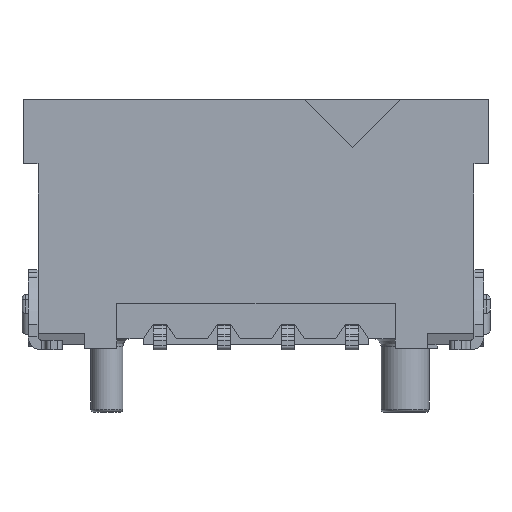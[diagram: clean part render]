
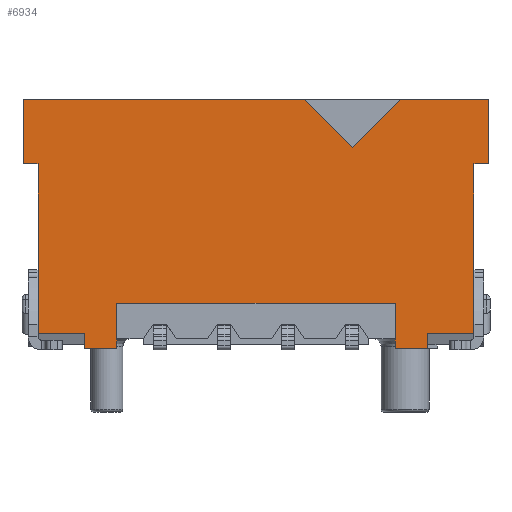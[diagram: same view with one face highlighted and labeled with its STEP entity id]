
A CAD part, front view. The second image highlights one B-rep face of the part: STEP entity #6934.
In plain terms, the highlighted planar face has unit normal (0, -1, 0).
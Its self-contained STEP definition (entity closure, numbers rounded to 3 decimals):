
#1095=CARTESIAN_POINT('',(0.,-4.125,6.25));
#1096=VERTEX_POINT('',#1095);
#1097=CARTESIAN_POINT('',(1.5,-4.125,7.75));
#1098=VERTEX_POINT('',#1097);
#1099=CARTESIAN_POINT('',(0.,-4.125,6.25));
#1100=DIRECTION('',(0.707,0.,0.707));
#1101=VECTOR('',#1100,2.121);
#1102=LINE('',#1099,#1101);
#1103=EDGE_CURVE('',#1096,#1098,#1102,.T.);
#1135=CARTESIAN_POINT('',(-1.5,-4.125,7.75));
#1136=VERTEX_POINT('',#1135);
#1137=CARTESIAN_POINT('',(-1.5,-4.125,7.75));
#1138=DIRECTION('',(0.707,0.,-0.707));
#1139=VECTOR('',#1138,2.121);
#1140=LINE('',#1137,#1139);
#1141=EDGE_CURVE('',#1136,#1096,#1140,.T.);
#3539=CARTESIAN_POINT('',(4.25,-4.125,7.75));
#3540=VERTEX_POINT('',#3539);
#3547=CARTESIAN_POINT('',(4.25,-4.125,5.75));
#3548=VERTEX_POINT('',#3547);
#3549=CARTESIAN_POINT('',(4.25,-4.125,7.75));
#3550=DIRECTION('',(0.,0.,-1.));
#3551=VECTOR('',#3550,2.);
#3552=LINE('',#3549,#3551);
#3553=EDGE_CURVE('',#3540,#3548,#3552,.T.);
#3600=CARTESIAN_POINT('',(-10.25,-4.125,7.75));
#3601=VERTEX_POINT('',#3600);
#3641=CARTESIAN_POINT('',(-10.25,-4.125,5.75));
#3642=VERTEX_POINT('',#3641);
#3649=CARTESIAN_POINT('',(-10.25,-4.125,5.75));
#3650=DIRECTION('',(0.,0.,1.));
#3651=VECTOR('',#3650,2.);
#3652=LINE('',#3649,#3651);
#3653=EDGE_CURVE('',#3642,#3601,#3652,.T.);
#3829=CARTESIAN_POINT('',(-9.8,-4.125,5.75));
#3830=VERTEX_POINT('',#3829);
#3837=CARTESIAN_POINT('',(-9.8,-4.125,5.75));
#3838=DIRECTION('',(-1.,0.,0.));
#3839=VECTOR('',#3838,0.45);
#3840=LINE('',#3837,#3839);
#3841=EDGE_CURVE('',#3830,#3642,#3840,.T.);
#3901=CARTESIAN_POINT('',(3.8,-4.125,5.75));
#3902=VERTEX_POINT('',#3901);
#3911=CARTESIAN_POINT('',(4.25,-4.125,5.75));
#3912=DIRECTION('',(-1.,0.,0.));
#3913=VECTOR('',#3912,0.45);
#3914=LINE('',#3911,#3913);
#3915=EDGE_CURVE('',#3548,#3902,#3914,.T.);
#4038=CARTESIAN_POINT('',(-7.35,-4.125,1.4));
#4039=VERTEX_POINT('',#4038);
#4046=CARTESIAN_POINT('',(-7.35,-4.125,0.));
#4047=VERTEX_POINT('',#4046);
#4048=CARTESIAN_POINT('',(-7.35,-4.125,1.4));
#4049=DIRECTION('',(0.,0.,-1.));
#4050=VECTOR('',#4049,1.4);
#4051=LINE('',#4048,#4050);
#4052=EDGE_CURVE('',#4039,#4047,#4051,.T.);
#4084=CARTESIAN_POINT('',(1.35,-4.125,0.));
#4085=VERTEX_POINT('',#4084);
#4086=CARTESIAN_POINT('',(1.35,-4.125,1.4));
#4087=VERTEX_POINT('',#4086);
#4088=CARTESIAN_POINT('',(1.35,-4.125,0.));
#4089=DIRECTION('',(0.,0.,1.));
#4090=VECTOR('',#4089,1.4);
#4091=LINE('',#4088,#4090);
#4092=EDGE_CURVE('',#4085,#4087,#4091,.T.);
#5472=CARTESIAN_POINT('',(1.35,-4.125,1.4));
#5473=DIRECTION('',(-1.,0.,0.));
#5474=VECTOR('',#5473,8.7);
#5475=LINE('',#5472,#5474);
#5476=EDGE_CURVE('',#4087,#4039,#5475,.T.);
#6846=CARTESIAN_POINT('',(-3.,-4.125,3.875));
#6847=DIRECTION('',(1.,0.,0.));
#6848=DIRECTION('',(0.,-1.,0.));
#6849=AXIS2_PLACEMENT_3D('',#6846,#6848,#6847);
#6850=PLANE('',#6849);
#6851=ORIENTED_EDGE('',*,*,#4052,.F.);
#6852=ORIENTED_EDGE('',*,*,#5476,.F.);
#6853=ORIENTED_EDGE('',*,*,#4092,.F.);
#6854=CARTESIAN_POINT('',(2.35,-4.125,0.));
#6855=VERTEX_POINT('',#6854);
#6856=CARTESIAN_POINT('',(1.35,-4.125,0.));
#6857=DIRECTION('',(1.,0.,0.));
#6858=VECTOR('',#6857,1.);
#6859=LINE('',#6856,#6858);
#6860=EDGE_CURVE('',#4085,#6855,#6859,.T.);
#6861=ORIENTED_EDGE('',*,*,#6860,.T.);
#6862=CARTESIAN_POINT('',(2.35,-4.125,0.45));
#6863=VERTEX_POINT('',#6862);
#6864=CARTESIAN_POINT('',(2.35,-4.125,0.));
#6865=DIRECTION('',(0.,0.,1.));
#6866=VECTOR('',#6865,0.45);
#6867=LINE('',#6864,#6866);
#6868=EDGE_CURVE('',#6855,#6863,#6867,.T.);
#6869=ORIENTED_EDGE('',*,*,#6868,.T.);
#6870=CARTESIAN_POINT('',(3.8,-4.125,0.45));
#6871=VERTEX_POINT('',#6870);
#6872=CARTESIAN_POINT('',(2.35,-4.125,0.45));
#6873=DIRECTION('',(1.,0.,0.));
#6874=VECTOR('',#6873,1.45);
#6875=LINE('',#6872,#6874);
#6876=EDGE_CURVE('',#6863,#6871,#6875,.T.);
#6877=ORIENTED_EDGE('',*,*,#6876,.T.);
#6878=CARTESIAN_POINT('',(3.8,-4.125,0.45));
#6879=DIRECTION('',(0.,0.,1.));
#6880=VECTOR('',#6879,5.3);
#6881=LINE('',#6878,#6880);
#6882=EDGE_CURVE('',#6871,#3902,#6881,.T.);
#6883=ORIENTED_EDGE('',*,*,#6882,.T.);
#6884=ORIENTED_EDGE('',*,*,#3915,.F.);
#6885=ORIENTED_EDGE('',*,*,#3553,.F.);
#6886=CARTESIAN_POINT('',(4.25,-4.125,7.75));
#6887=DIRECTION('',(-1.,0.,0.));
#6888=VECTOR('',#6887,2.75);
#6889=LINE('',#6886,#6888);
#6890=EDGE_CURVE('',#3540,#1098,#6889,.T.);
#6891=ORIENTED_EDGE('',*,*,#6890,.T.);
#6892=ORIENTED_EDGE('',*,*,#1103,.F.);
#6893=ORIENTED_EDGE('',*,*,#1141,.F.);
#6894=CARTESIAN_POINT('',(-1.5,-4.125,7.75));
#6895=DIRECTION('',(-1.,0.,0.));
#6896=VECTOR('',#6895,8.75);
#6897=LINE('',#6894,#6896);
#6898=EDGE_CURVE('',#1136,#3601,#6897,.T.);
#6899=ORIENTED_EDGE('',*,*,#6898,.T.);
#6900=ORIENTED_EDGE('',*,*,#3653,.F.);
#6901=ORIENTED_EDGE('',*,*,#3841,.F.);
#6902=CARTESIAN_POINT('',(-9.8,-4.125,0.45));
#6903=VERTEX_POINT('',#6902);
#6904=CARTESIAN_POINT('',(-9.8,-4.125,5.75));
#6905=DIRECTION('',(0.,0.,-1.));
#6906=VECTOR('',#6905,5.3);
#6907=LINE('',#6904,#6906);
#6908=EDGE_CURVE('',#3830,#6903,#6907,.T.);
#6909=ORIENTED_EDGE('',*,*,#6908,.T.);
#6910=CARTESIAN_POINT('',(-8.35,-4.125,0.45));
#6911=VERTEX_POINT('',#6910);
#6912=CARTESIAN_POINT('',(-9.8,-4.125,0.45));
#6913=DIRECTION('',(1.,0.,0.));
#6914=VECTOR('',#6913,1.45);
#6915=LINE('',#6912,#6914);
#6916=EDGE_CURVE('',#6903,#6911,#6915,.T.);
#6917=ORIENTED_EDGE('',*,*,#6916,.T.);
#6918=CARTESIAN_POINT('',(-8.35,-4.125,0.));
#6919=VERTEX_POINT('',#6918);
#6920=CARTESIAN_POINT('',(-8.35,-4.125,0.45));
#6921=DIRECTION('',(0.,0.,-1.));
#6922=VECTOR('',#6921,0.45);
#6923=LINE('',#6920,#6922);
#6924=EDGE_CURVE('',#6911,#6919,#6923,.T.);
#6925=ORIENTED_EDGE('',*,*,#6924,.T.);
#6926=CARTESIAN_POINT('',(-8.35,-4.125,0.));
#6927=DIRECTION('',(1.,0.,0.));
#6928=VECTOR('',#6927,1.);
#6929=LINE('',#6926,#6928);
#6930=EDGE_CURVE('',#6919,#4047,#6929,.T.);
#6931=ORIENTED_EDGE('',*,*,#6930,.T.);
#6932=EDGE_LOOP('',(#6851,#6852,#6853,#6861,#6869,#6877,#6883,#6884,#6885,#6891,#6892,#6893,#6899,#6900,#6901,#6909,#6917,#6925,#6931));
#6933=FACE_OUTER_BOUND('',#6932,.T.);
#6934=ADVANCED_FACE('',(#6933),#6850,.T.);
